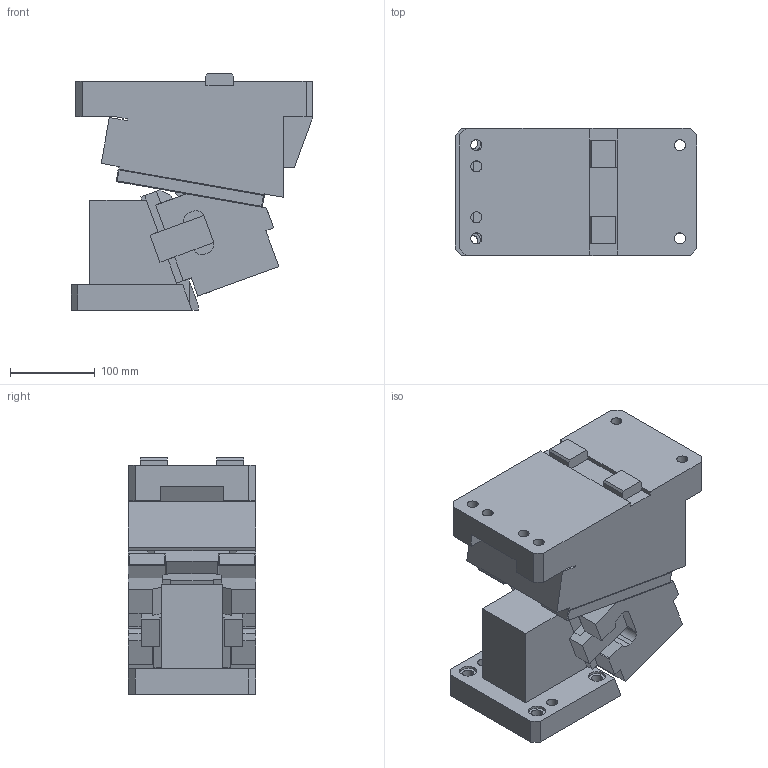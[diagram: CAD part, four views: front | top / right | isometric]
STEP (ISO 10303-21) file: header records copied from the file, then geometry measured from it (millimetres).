
FILE_DESCRIPTION(('CATIA V5 STEP Exchange'),'2;1');
FILE_NAME('CACC_150_70.stp','2015-04-21T14:33:19+00:00',('none'),('none'),'CATIA Version 5 Release 19 SP 2 (IN-10)','CATIA V5 STEP AP203','none');
FILE_SCHEMA(('CONFIG_CONTROL_DESIGN'));
Length unit declared in the file: millimetre
Products named in the file (1): CACC_150_70
Bounding box: 285 x 150 x 279 mm (x, y, z)
Volume: 6734492.2 mm3; surface area: 536836.2 mm2
Topology: 3 solids, 5 shells, 342 faces, 963 edges, 640 vertices
Faces by surface type: plane 262, cylinder 80
Entity records: 11741 total; most frequent: CARTESIAN_POINT 3290, ORIENTED_EDGE 1926, DIRECTION 1403, EDGE_CURVE 963, VECTOR 796, LINE 796, VERTEX_POINT 640, EDGE_LOOP 377
